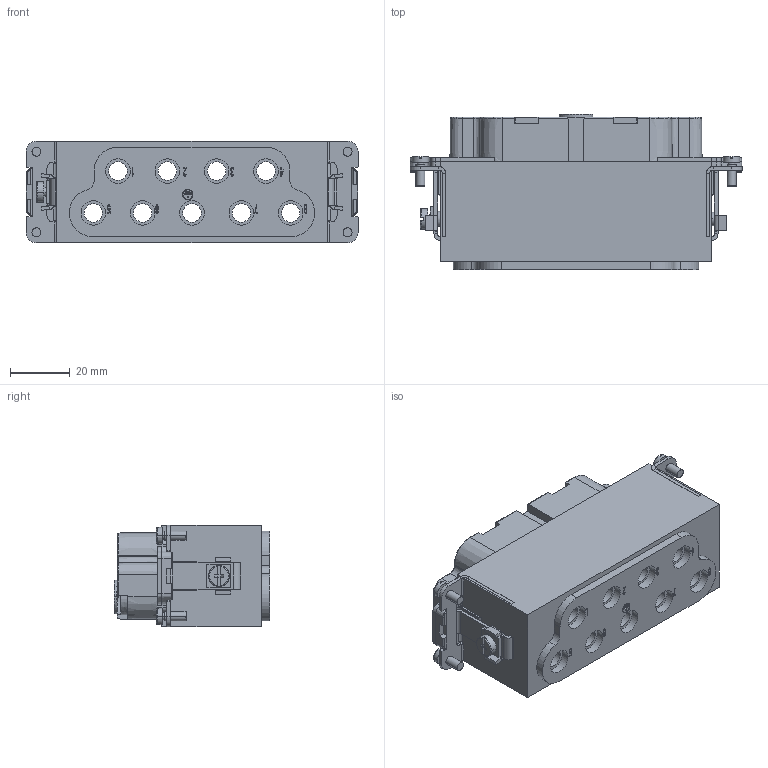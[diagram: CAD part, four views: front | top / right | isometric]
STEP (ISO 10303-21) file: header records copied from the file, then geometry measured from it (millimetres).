
FILE_DESCRIPTION((''),'2;1');
FILE_NAME('F','2017-09-07T',('tl.yang'),(''),'PRO/ENGINEER BY PARAMETRIC TECHNOLOGY CORPORATION, 2011500','PRO/ENGINEER BY PARAMETRIC TECHNOLOGY CORPORATION, 2011500','');
FILE_SCHEMA(('CONFIG_CONTROL_DESIGN'));
Length unit declared in the file: millimetre
Products named in the file (1): F
Bounding box: 111 x 51.85 x 34 mm (x, y, z)
Volume: 127446.6 mm3; surface area: 35612.9 mm2
Topology: 1 solids, 20 shells, 1385 faces, 3761 edges, 2478 vertices
Faces by surface type: plane 1040, cylinder 219, cone 82, torus 28, bspline 8, sphere 8
Entity records: 44278 total; most frequent: CARTESIAN_POINT 9039, ORIENTED_EDGE 7522, DIRECTION 6941, EDGE_CURVE 3761, VECTOR 2947, LINE 2947, VERTEX_POINT 2478, AXIS2_PLACEMENT_3D 1997
